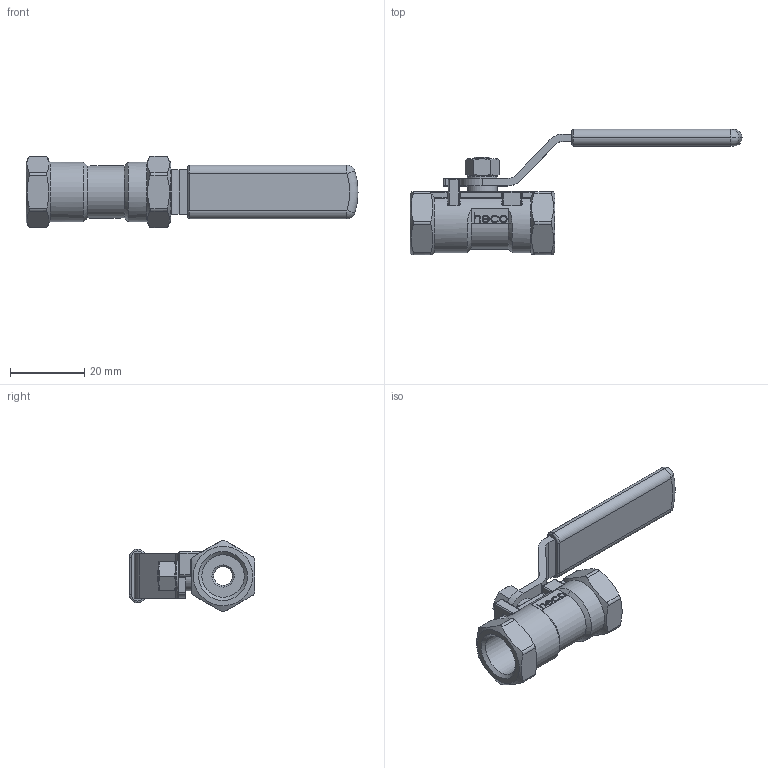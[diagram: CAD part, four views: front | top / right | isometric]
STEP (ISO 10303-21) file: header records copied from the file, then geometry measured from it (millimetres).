
FILE_DESCRIPTION (( 'STEP AP214' ), '1' );
FILE_NAME ('KU-014-ECO-4 Kugelhahn 2301.STEP', '2023-01-18T11:36:46', ( '' ), ( '' ), 'SwSTEP 2.0', 'SolidWorks 2019', '' );
FILE_SCHEMA (( 'AUTOMOTIVE_DESIGN' ));
Length unit declared in the file: millimetre
Products named in the file (3): KU-014-ECO-4 nur Handgriff 1310; KU-014-ECO-4 Kugelhahn 2301; KU-014-ECO-4 Kugelhahn ohne Handhebel 2301
Assembly tree (2 placements, depth 2):
  KU-014-ECO-4 Kugelhahn 2301
    KU-014-ECO-4 Kugelhahn ohne Handhebel 2301
    KU-014-ECO-4 nur Handgriff 1310
Bounding box: 89.5 x 33.75 x 19.32 mm (x, y, z)
Volume: 9720.2 mm3; surface area: 6611.1 mm2
Topology: 2 solids, 2 shells, 558 faces, 1428 edges, 905 vertices
Faces by surface type: plane 246, bspline 161, cylinder 84, cone 26, torus 24, sphere 17
Full cylindrical faces by diameter (mm): 5 x1, 8 x2, 11.445 x2
Entity records: 28763 total; most frequent: CARTESIAN_POINT 13216, ORIENTED_EDGE 2796, DIRECTION 1972, EDGE_CURVE 1398, VERTEX_POINT 900, VECTOR 760, LINE 760, EDGE_LOOP 616
